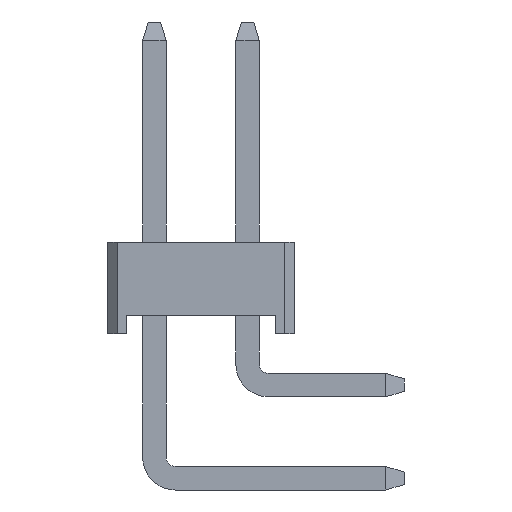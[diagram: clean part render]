
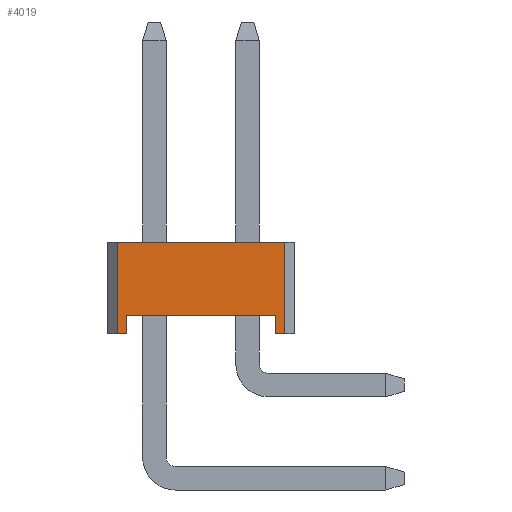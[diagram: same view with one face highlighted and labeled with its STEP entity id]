
A CAD part, left-side view. The second image highlights one B-rep face of the part: STEP entity #4019.
In plain terms, the highlighted planar face has unit normal (-1, 0, 0).
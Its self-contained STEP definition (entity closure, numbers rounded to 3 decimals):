
#65 = VERTEX_POINT ( 'NONE', #5211 ) ;
#403 = ORIENTED_EDGE ( 'NONE', *, *, #1043, .F. ) ;
#463 = CARTESIAN_POINT ( 'NONE',  ( -1.27, 4.826, 0. ) ) ;
#678 = CARTESIAN_POINT ( 'NONE',  ( -1.27, 0.5, 0.5 ) ) ;
#753 = ORIENTED_EDGE ( 'NONE', *, *, #4174, .F. ) ;
#829 = VERTEX_POINT ( 'NONE', #7020 ) ;
#1043 = EDGE_CURVE ( 'NONE', #829, #7250, #8191, .T. ) ;
#1263 = CARTESIAN_POINT ( 'NONE',  ( -1.27, 0., 0. ) ) ;
#1341 = VECTOR ( 'NONE', #9996, 1000. ) ;
#1408 = CARTESIAN_POINT ( 'NONE',  ( -1.27, 0., 0. ) ) ;
#1540 = AXIS2_PLACEMENT_3D ( 'NONE', #1263, #6244, #10161 ) ;
#1652 = CARTESIAN_POINT ( 'NONE',  ( -1.27, 5.08, 2.5 ) ) ;
#1767 = CARTESIAN_POINT ( 'NONE',  ( -1.27, 4.826, 0. ) ) ;
#1777 = EDGE_CURVE ( 'NONE', #4767, #2904, #5248, .T. ) ;
#1778 = CARTESIAN_POINT ( 'NONE',  ( -1.27, 4.58, 0.5 ) ) ;
#2098 = ORIENTED_EDGE ( 'NONE', *, *, #1777, .F. ) ;
#2099 = EDGE_CURVE ( 'NONE', #829, #2904, #9313, .T. ) ;
#2316 = CARTESIAN_POINT ( 'NONE',  ( -1.27, 0., 0.5 ) ) ;
#2375 = ORIENTED_EDGE ( 'NONE', *, *, #4642, .F. ) ;
#2870 = CARTESIAN_POINT ( 'NONE',  ( -1.27, 4.58, 0. ) ) ;
#2904 = VERTEX_POINT ( 'NONE', #3903 ) ;
#3257 = DIRECTION ( 'NONE',  ( 0., 1., 0. ) ) ;
#3284 = CARTESIAN_POINT ( 'NONE',  ( -1.27, 0., 0. ) ) ;
#3577 = EDGE_LOOP ( 'NONE', ( #5280, #2098, #9243, #11935, #753, #2375, #6315, #403 ) ) ;
#3903 = CARTESIAN_POINT ( 'NONE',  ( -1.27, 0.5, 0. ) ) ;
#3905 = DIRECTION ( 'NONE',  ( 0., 0., -1. ) ) ;
#3921 = CARTESIAN_POINT ( 'NONE',  ( -1.27, 4.58, 0. ) ) ;
#3949 = VERTEX_POINT ( 'NONE', #11324 ) ;
#4003 = VECTOR ( 'NONE', #3905, 1000. ) ;
#4019 = ADVANCED_FACE ( 'NONE', ( #8841 ), #7894, .F. ) ;
#4111 = VECTOR ( 'NONE', #5189, 1000. ) ;
#4174 = EDGE_CURVE ( 'NONE', #7154, #65, #10234, .T. ) ;
#4355 = CARTESIAN_POINT ( 'NONE',  ( -1.27, 0.254, 0. ) ) ;
#4406 = VECTOR ( 'NONE', #7323, 1000. ) ;
#4557 = VERTEX_POINT ( 'NONE', #3921 ) ;
#4642 = EDGE_CURVE ( 'NONE', #4557, #7154, #8914, .T. ) ;
#4767 = VERTEX_POINT ( 'NONE', #4355 ) ;
#4777 = VECTOR ( 'NONE', #9017, 1000. ) ;
#5189 = DIRECTION ( 'NONE',  ( 0., 1., 0. ) ) ;
#5211 = CARTESIAN_POINT ( 'NONE',  ( -1.27, 4.826, 2.5 ) ) ;
#5248 = LINE ( 'NONE', #3284, #1341 ) ;
#5280 = ORIENTED_EDGE ( 'NONE', *, *, #2099, .T. ) ;
#5928 = LINE ( 'NONE', #10692, #4003 ) ;
#6244 = DIRECTION ( 'NONE',  ( 1., 0., 0. ) ) ;
#6315 = ORIENTED_EDGE ( 'NONE', *, *, #6621, .T. ) ;
#6621 = EDGE_CURVE ( 'NONE', #4557, #7250, #11598, .T. ) ;
#7020 = CARTESIAN_POINT ( 'NONE',  ( -1.27, 0.5, 0.5 ) ) ;
#7154 = VERTEX_POINT ( 'NONE', #463 ) ;
#7250 = VERTEX_POINT ( 'NONE', #1778 ) ;
#7323 = DIRECTION ( 'NONE',  ( 0., -1., 0. ) ) ;
#7894 = PLANE ( 'NONE',  #1540 ) ;
#8191 = LINE ( 'NONE', #2316, #11131 ) ;
#8841 = FACE_OUTER_BOUND ( 'NONE', #3577, .T. ) ;
#8914 = LINE ( 'NONE', #1408, #4111 ) ;
#9017 = DIRECTION ( 'NONE',  ( 0., 0., -1. ) ) ;
#9243 = ORIENTED_EDGE ( 'NONE', *, *, #10194, .F. ) ;
#9313 = LINE ( 'NONE', #678, #4777 ) ;
#9507 = DIRECTION ( 'NONE',  ( 0., 0., 1. ) ) ;
#9996 = DIRECTION ( 'NONE',  ( 0., 1., 0. ) ) ;
#10074 = EDGE_CURVE ( 'NONE', #65, #3949, #10308, .T. ) ;
#10161 = DIRECTION ( 'NONE',  ( 0., 0., -1. ) ) ;
#10194 = EDGE_CURVE ( 'NONE', #3949, #4767, #5928, .T. ) ;
#10234 = LINE ( 'NONE', #1767, #11233 ) ;
#10308 = LINE ( 'NONE', #1652, #4406 ) ;
#10692 = CARTESIAN_POINT ( 'NONE',  ( -1.27, 0.254, 0. ) ) ;
#11131 = VECTOR ( 'NONE', #3257, 1000. ) ;
#11233 = VECTOR ( 'NONE', #11372, 1000. ) ;
#11324 = CARTESIAN_POINT ( 'NONE',  ( -1.27, 0.254, 2.5 ) ) ;
#11372 = DIRECTION ( 'NONE',  ( 0., 0., 1. ) ) ;
#11598 = LINE ( 'NONE', #2870, #12398 ) ;
#11935 = ORIENTED_EDGE ( 'NONE', *, *, #10074, .F. ) ;
#12398 = VECTOR ( 'NONE', #9507, 1000. ) ;
